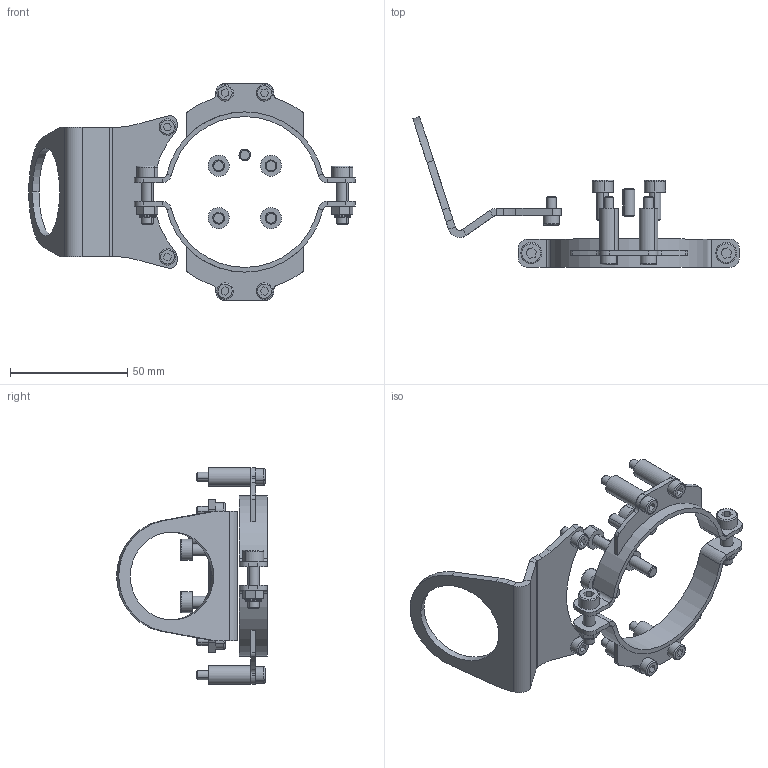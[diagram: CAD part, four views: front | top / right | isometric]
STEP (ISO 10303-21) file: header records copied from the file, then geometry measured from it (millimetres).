
FILE_DESCRIPTION (( 'STEP AP203' ), '1' );
FILE_NAME ('P5315.STEP', '2019-07-09T07:37:16', ( 'admin' ), ( '' ), 'SwSTEP 2.0', 'SolidWorks 2017', '' );
FILE_SCHEMA (( 'CONFIG_CONTROL_DESIGN' ));
Length unit declared in the file: millimetre
Products named in the file (1): P5315
Bounding box: 138.96 x 64.15 x 92.35 mm (x, y, z)
Volume: 27282.7 mm3; surface area: 27696.7 mm2
Topology: 24 solids, 24 shells, 438 faces, 974 edges, 608 vertices
Faces by surface type: plane 226, cylinder 148, cone 32, torus 32
Entity records: 12189 total; most frequent: DIRECTION 2256, CARTESIAN_POINT 2021, ORIENTED_EDGE 1948, EDGE_CURVE 974, AXIS2_PLACEMENT_3D 843, VERTEX_POINT 608, VECTOR 570, LINE 570
